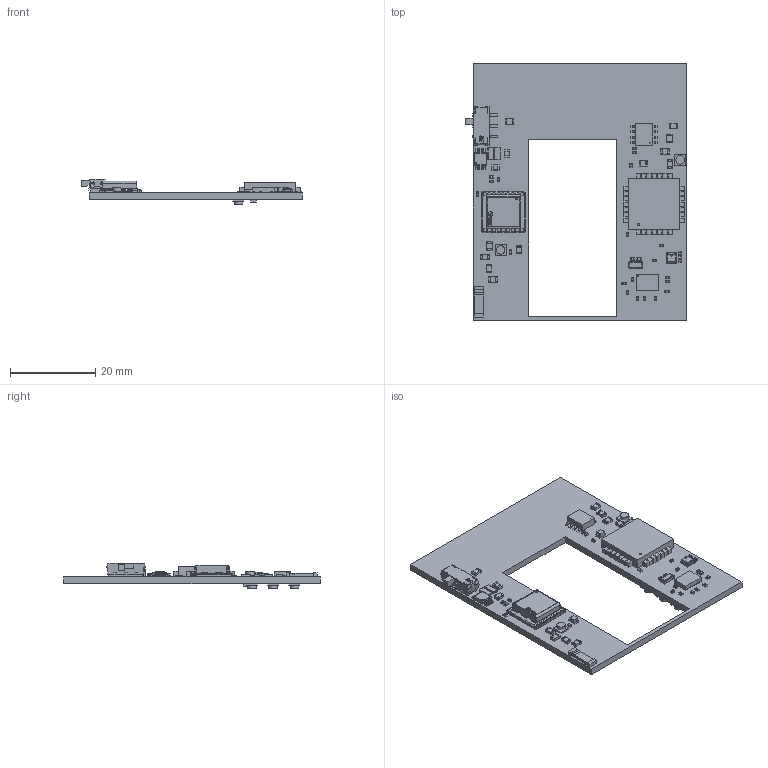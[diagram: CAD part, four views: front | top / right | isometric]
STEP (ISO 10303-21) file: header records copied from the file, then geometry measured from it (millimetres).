
FILE_DESCRIPTION(('Open CASCADE Model'),'2;1');
FILE_NAME('Open CASCADE Shape Model','2025-10-10T19:11:43',('Author'),( 'Open CASCADE'),'Open CASCADE STEP processor 7.5','Open CASCADE 7.5' ,'Unknown');
FILE_SCHEMA(('AUTOMOTIVE_DESIGN { 1 0 10303 214 1 1 1 1 }'));
Length unit declared in the file: millimetre
Products named in the file (83): PCB; Board; Open CASCADE STEP translator 7.5 2.1.1; SW1; Slide_Switch_JS102011SAQN; L1; Inductor_L6920_ASPI-0315FS; C11; 0805_Cap; C8; U4; L6920DBTR; R7; 0805_Res; _; GPS_Chip_Ant; C6; C5; C4; C3; C2; C1; D2; 0805_LED; D1; U2; UNK_u-blox_MAX-M10S-00B_eec; 2; 3; 4; Ublox logo adjustable; Ublox logo adjustable - Copy (2); 7; 11; P5; 6494140256; Cylinder; 6332535376; Extruded; P4 ...
Assembly tree (123 placements, depth 4):
  PCB
    Board
      Open CASCADE STEP translator 7.5 2.1.1
    SW1
      Slide_Switch_JS102011SAQN
    L1
      Inductor_L6920_ASPI-0315FS
    C11
      0805_Cap
    C8
      0805_Cap
    U4
      L6920DBTR
    R7
      0805_Res
    _
      GPS_Chip_Ant
    C6
      0805_Res
    C5
      0805_Res
    C4
      0805_Res
    C3
      0805_Res
    C2
      0805_Res
    C1
      0805_Res
    D2
      0805_LED
    D1
      0805_LED
    U2
      UNK_u-blox_MAX-M10S-00B_eec
        2
        3
        4
        Ublox logo adjustable
        Ublox logo adjustable - Copy (2)
        7
        11
    P5
      6494140256
        Cylinder
      6332535376
        Extruded
    P4
      6494140256
        Cylinder
      6332535376
        Extruded
    P3
      6494140576
        Cylinder
      6332535376
        Extruded
    P2
      6494140576
        Cylinder
Bounding box: 51.75 x 60 x 6.09 mm (x, y, z)
Volume: 4232.4 mm3; surface area: 7434.9 mm2
Topology: 292 solids, 292 shells, 3783 faces, 9120 edges, 5968 vertices
Faces by surface type: plane 3145, cylinder 370, bspline 155, extrusion 47, torus 30, sphere 24, revolution 8, cone 4
Full cylindrical faces by diameter (mm): 0.199 x1, 0.462 x1, 0.599 x1, 0.9 x2, 2 x5
Entity records: 81160 total; most frequent: CARTESIAN_POINT 19204, ORIENTED_EDGE 11554, DIRECTION 10735, EDGE_CURVE 5777, VECTOR 4653, LINE 4606, VERTEX_POINT 3758, AXIS2_PLACEMENT_3D 3037
